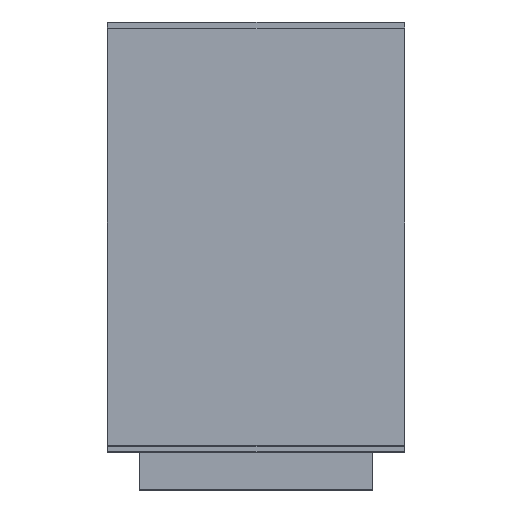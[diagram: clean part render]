
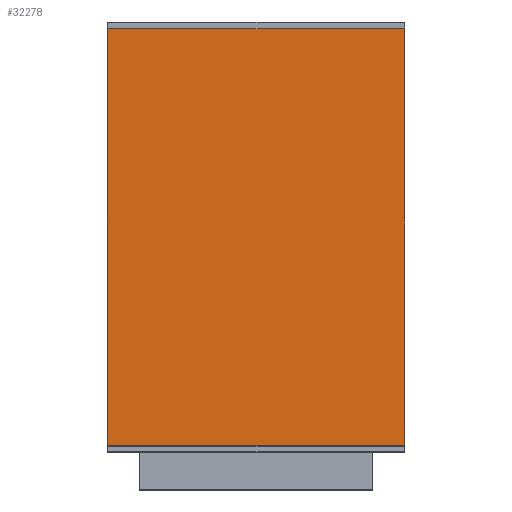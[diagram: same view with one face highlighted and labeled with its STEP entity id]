
A CAD part, left-side view. The second image highlights one B-rep face of the part: STEP entity #32278.
In plain terms, the highlighted planar face has unit normal (-1, 0, 0).
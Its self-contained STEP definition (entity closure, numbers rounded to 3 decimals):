
#32278=ADVANCED_FACE('',(#32682),#36510,.T.);
#32682=FACE_OUTER_BOUND('',#33086,.T.);
#33086=EDGE_LOOP('',(#34108,#34109,#34110,#34111));
#34108=ORIENTED_EDGE('',*,*,#35240,.T.);
#34109=ORIENTED_EDGE('',*,*,#35241,.T.);
#34110=ORIENTED_EDGE('',*,*,#35242,.T.);
#34111=ORIENTED_EDGE('',*,*,#35243,.T.);
#35240=EDGE_CURVE('',#36260,#36261,#35828,.T.);
#35241=EDGE_CURVE('',#36261,#36262,#35829,.T.);
#35242=EDGE_CURVE('',#36262,#36263,#35830,.T.);
#35243=EDGE_CURVE('',#36263,#36260,#35831,.T.);
#35828=B_SPLINE_CURVE_WITH_KNOTS('',1,(#42334,#42335),.UNSPECIFIED.,.F.,
 .F.,(2,2),(0.,659.),.UNSPECIFIED.);
#35829=B_SPLINE_CURVE_WITH_KNOTS('',1,(#42336,#42337),.UNSPECIFIED.,.F.,
 .F.,(2,2),(0.,469.),.UNSPECIFIED.);
#35830=B_SPLINE_CURVE_WITH_KNOTS('',1,(#42338,#42339),.UNSPECIFIED.,.F.,
 .F.,(2,2),(0.,659.),.UNSPECIFIED.);
#35831=B_SPLINE_CURVE_WITH_KNOTS('',1,(#42340,#42341),.UNSPECIFIED.,.F.,
 .F.,(2,2),(0.,469.),.UNSPECIFIED.);
#36260=VERTEX_POINT('',#42302);
#36261=VERTEX_POINT('',#42303);
#36262=VERTEX_POINT('',#42304);
#36263=VERTEX_POINT('',#42305);
#36510=PLANE('',#36666);
#36666=AXIS2_PLACEMENT_3D('',#42078,#36806,$);
#36806=DIRECTION('',(-1.,0.,0.));
#42078=CARTESIAN_POINT('',(3789.963,516.412,14.588));
#42302=CARTESIAN_POINT('',(3789.963,0.5,80.5));
#42303=CARTESIAN_POINT('',(3789.963,0.5,739.5));
#42304=CARTESIAN_POINT('',(3789.963,469.5,739.5));
#42305=CARTESIAN_POINT('',(3789.963,469.5,80.5));
#42334=CARTESIAN_POINT('',(3789.963,0.5,80.5));
#42335=CARTESIAN_POINT('',(3789.963,0.5,739.5));
#42336=CARTESIAN_POINT('',(3789.963,0.5,739.5));
#42337=CARTESIAN_POINT('',(3789.963,469.5,739.5));
#42338=CARTESIAN_POINT('',(3789.963,469.5,739.5));
#42339=CARTESIAN_POINT('',(3789.963,469.5,80.5));
#42340=CARTESIAN_POINT('',(3789.963,469.5,80.5));
#42341=CARTESIAN_POINT('',(3789.963,0.5,80.5));
